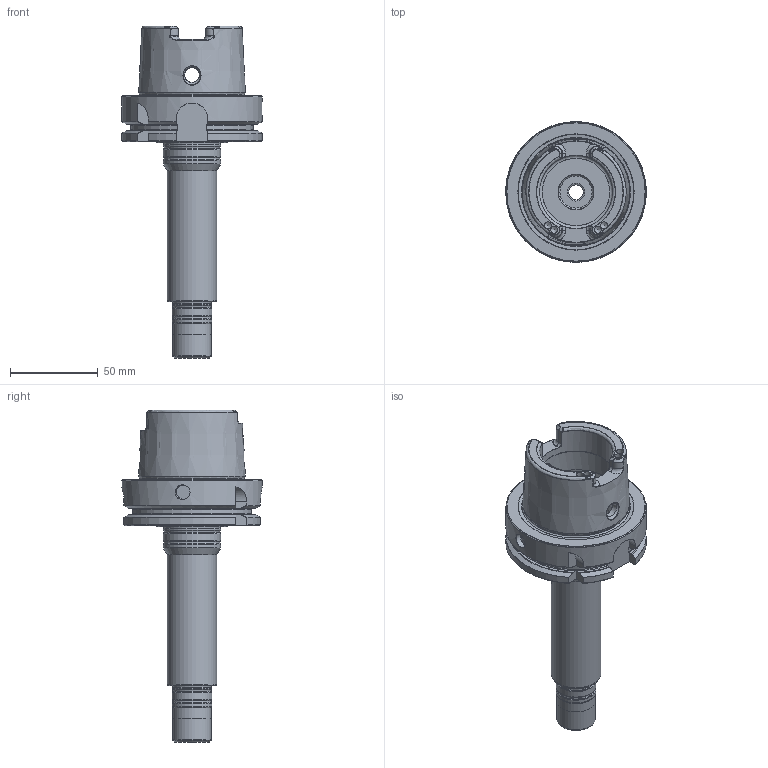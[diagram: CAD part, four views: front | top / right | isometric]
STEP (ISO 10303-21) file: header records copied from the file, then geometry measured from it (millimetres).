
FILE_DESCRIPTION(/* description */ (''),/* implementation_level */ '2;1');
FILE_NAME(/* name */ '458011680.stp',/* time_stamp */ '2021-01-08T12:41:38',/* author */ ('LRA'),/* organization */ ('REGO-FIX'),/* preprocessor_version */ ' Unknown',/* originating_system */ 'SIEMENS PLM Software Solid Edge ST10',/* authorization */ 'Unknown');
FILE_SCHEMA (('AUTOMOTIVE_DESIGN { 1 0 10303 214 2 1 1}'));
Length unit declared in the file: millimetre
Products named in the file (1): NOCUT
Bounding box: 80.3 x 80.3 x 189.7 mm (x, y, z)
Volume: 401138.4 mm3; surface area: 96952.5 mm2
Topology: 2 solids, 2 shells, 336 faces, 868 edges, 541 vertices
Faces by surface type: cone 96, plane 95, cylinder 90, torus 55
Full cylindrical faces by diameter (mm): 4 x8, 8.376 x2, 8.5 x6, 10 x2, 10.2 x2, 10.5 x2, 18.376 x2, 21 x2, 22 x2, 22.3 x1, 22.5 x4, 22.8 x3, 28 x1, 28.3 x1, 32.5 x3, 32.8 x3, 41.7 x2, 42 x2, 50 x2, 59.98 x1, 60.42 x1, 80 x1, 80.3 x1
Entity records: 11874 total; most frequent: CARTESIAN_POINT 2439, DIRECTION 1448, ORIENTED_EDGE 1308, EDGE_CURVE 654, AXIS2_PLACEMENT_3D 636, FACE_BOUND 514, EDGE_LOOP 506, VERTEX_POINT 492
